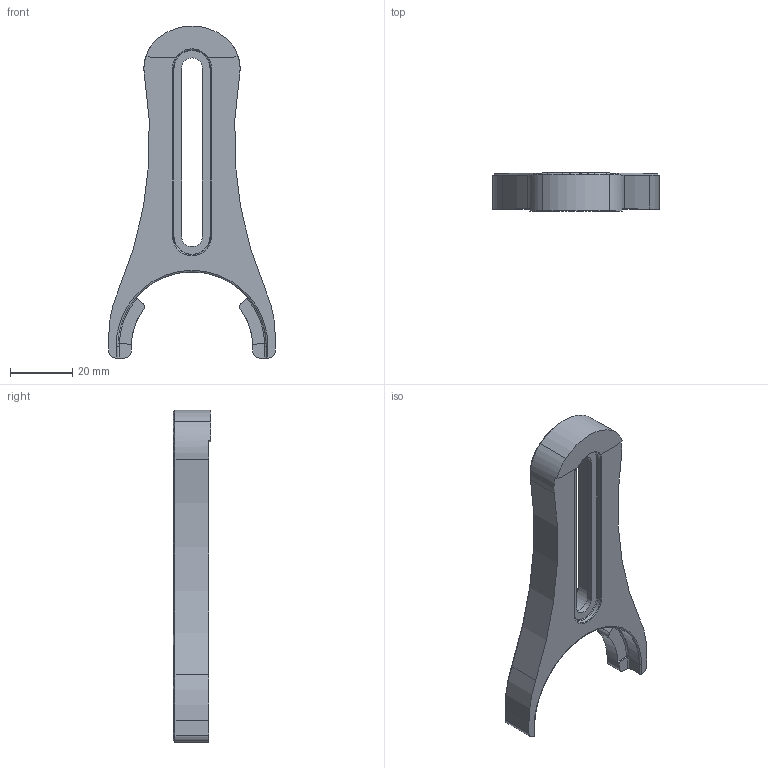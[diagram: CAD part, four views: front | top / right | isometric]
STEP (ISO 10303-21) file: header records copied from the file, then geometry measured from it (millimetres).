
FILE_DESCRIPTION(/* description */ ('STEP AP214'),/* implementation_level */ '2;1');
FILE_NAME(/* name */ 'arm_pf175b_ext.stp',/* time_stamp */ '2022-12-09T17:47:02+01:00',/* author */ ('Rik Ubaghs'),/* organization */ (''),/* preprocessor_version */ 'ST-DEVELOPER v18.1',/* originating_system */ 'Autodesk Inventor 2021',/* authorisation */ '');
FILE_SCHEMA (('AUTOMOTIVE_DESIGN { 1 0 10303 214 3 1 1 }'));
Length unit declared in the file: millimetre
Products named in the file (1): PF175B-Step
Bounding box: 53.49 x 12.19 x 106.54 mm (x, y, z)
Volume: 22689.9 mm3; surface area: 10118.6 mm2
Topology: 1 solids, 1 shells, 296 faces, 775 edges, 504 vertices
Faces by surface type: plane 166, bspline 72, cylinder 30, cone 17, torus 11
Entity records: 13263 total; most frequent: CARTESIAN_POINT 6040, ORIENTED_EDGE 1550, DIRECTION 1183, EDGE_CURVE 775, LINE 521, VECTOR 521, VERTEX_POINT 504, AXIS2_PLACEMENT_3D 331
